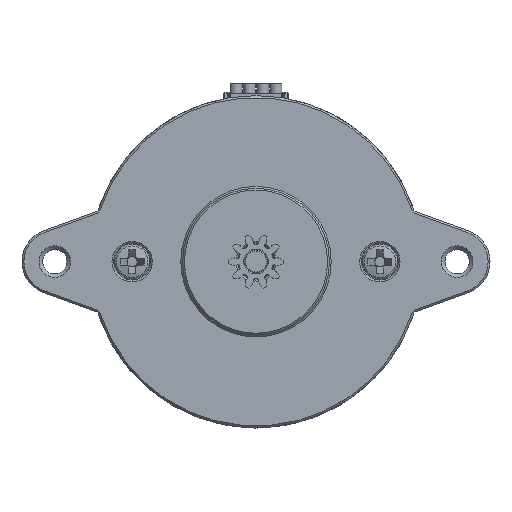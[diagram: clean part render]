
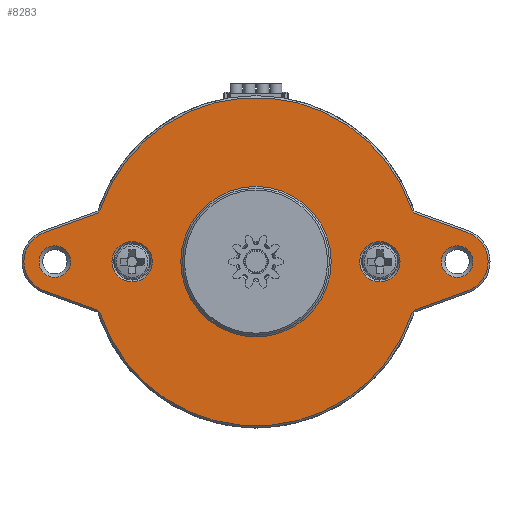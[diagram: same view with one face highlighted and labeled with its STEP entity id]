
A CAD part, top view. The second image highlights one B-rep face of the part: STEP entity #8283.
In plain terms, the highlighted planar face has unit normal (0, 0, 1).
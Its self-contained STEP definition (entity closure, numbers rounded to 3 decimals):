
#98=FACE_BOUND('',#1374,.T.);
#99=FACE_BOUND('',#1375,.T.);
#100=FACE_BOUND('',#1376,.T.);
#101=FACE_BOUND('',#1377,.T.);
#102=FACE_BOUND('',#1378,.T.);
#250=PLANE('',#9131);
#870=FACE_OUTER_BOUND('',#1373,.T.);
#1373=EDGE_LOOP('',(#6348,#6349,#6350,#6351,#6352,#6353,#6354,#6355,#6356,
#6357,#6358,#6359));
#1374=EDGE_LOOP('',(#6360));
#1375=EDGE_LOOP('',(#6361));
#1376=EDGE_LOOP('',(#6362));
#1377=EDGE_LOOP('',(#6363));
#1378=EDGE_LOOP('',(#6364));
#1981=LINE('',#13424,#2588);
#1982=LINE('',#13425,#2589);
#1983=LINE('',#13427,#2590);
#1984=LINE('',#13429,#2591);
#1985=LINE('',#13433,#2592);
#1986=LINE('',#13435,#2593);
#1987=LINE('',#13439,#2594);
#1988=LINE('',#13440,#2595);
#2588=VECTOR('',#10838,1000.);
#2589=VECTOR('',#10839,1000.);
#2590=VECTOR('',#10840,1000.);
#2591=VECTOR('',#10841,1000.);
#2592=VECTOR('',#10844,1000.);
#2593=VECTOR('',#10845,1000.);
#2594=VECTOR('',#10848,1000.);
#2595=VECTOR('',#10849,1000.);
#2974=CIRCLE('',#8673,2.2);
#2976=CIRCLE('',#8676,2.2);
#2980=CIRCLE('',#8682,8.2);
#2991=CIRCLE('',#8697,17.9);
#2994=CIRCLE('',#8701,3.38);
#3004=CIRCLE('',#8715,1.725);
#3006=CIRCLE('',#8718,1.725);
#3286=CIRCLE('',#9132,17.9);
#3287=CIRCLE('',#9133,3.38);
#3507=VERTEX_POINT('',#12310);
#3509=VERTEX_POINT('',#12316);
#3513=VERTEX_POINT('',#12328);
#3524=VERTEX_POINT('',#12358);
#3525=VERTEX_POINT('',#12359);
#3529=VERTEX_POINT('',#12369);
#3530=VERTEX_POINT('',#12370);
#3547=VERTEX_POINT('',#12416);
#3549=VERTEX_POINT('',#12422);
#3905=VERTEX_POINT('',#13423);
#3906=VERTEX_POINT('',#13426);
#3907=VERTEX_POINT('',#13428);
#3908=VERTEX_POINT('',#13430);
#3909=VERTEX_POINT('',#13432);
#3910=VERTEX_POINT('',#13434);
#3911=VERTEX_POINT('',#13436);
#3912=VERTEX_POINT('',#13438);
#4312=EDGE_CURVE('',#3507,#3507,#2974,.T.);
#4315=EDGE_CURVE('',#3509,#3509,#2976,.T.);
#4320=EDGE_CURVE('',#3513,#3513,#2980,.T.);
#4335=EDGE_CURVE('',#3524,#3525,#2991,.T.);
#4340=EDGE_CURVE('',#3529,#3530,#2994,.T.);
#4360=EDGE_CURVE('',#3547,#3547,#3004,.T.);
#4363=EDGE_CURVE('',#3549,#3549,#3006,.T.);
#4860=EDGE_CURVE('',#3905,#3525,#1981,.T.);
#4861=EDGE_CURVE('',#3905,#3529,#1982,.T.);
#4862=EDGE_CURVE('',#3530,#3906,#1983,.T.);
#4863=EDGE_CURVE('',#3907,#3906,#1984,.T.);
#4864=EDGE_CURVE('',#3907,#3908,#3286,.T.);
#4865=EDGE_CURVE('',#3909,#3908,#1985,.T.);
#4866=EDGE_CURVE('',#3909,#3910,#1986,.T.);
#4867=EDGE_CURVE('',#3910,#3911,#3287,.T.);
#4868=EDGE_CURVE('',#3911,#3912,#1987,.T.);
#4869=EDGE_CURVE('',#3524,#3912,#1988,.T.);
#6348=ORIENTED_EDGE('',*,*,#4860,.F.);
#6349=ORIENTED_EDGE('',*,*,#4861,.T.);
#6350=ORIENTED_EDGE('',*,*,#4340,.T.);
#6351=ORIENTED_EDGE('',*,*,#4862,.T.);
#6352=ORIENTED_EDGE('',*,*,#4863,.F.);
#6353=ORIENTED_EDGE('',*,*,#4864,.T.);
#6354=ORIENTED_EDGE('',*,*,#4865,.F.);
#6355=ORIENTED_EDGE('',*,*,#4866,.T.);
#6356=ORIENTED_EDGE('',*,*,#4867,.T.);
#6357=ORIENTED_EDGE('',*,*,#4868,.T.);
#6358=ORIENTED_EDGE('',*,*,#4869,.F.);
#6359=ORIENTED_EDGE('',*,*,#4335,.T.);
#6360=ORIENTED_EDGE('',*,*,#4320,.T.);
#6361=ORIENTED_EDGE('',*,*,#4315,.T.);
#6362=ORIENTED_EDGE('',*,*,#4312,.T.);
#6363=ORIENTED_EDGE('',*,*,#4363,.T.);
#6364=ORIENTED_EDGE('',*,*,#4360,.T.);
#8283=ADVANCED_FACE('',(#870,#98,#99,#100,#101,#102),#250,.F.);
#8673=AXIS2_PLACEMENT_3D('',#12312,#9697,#9698);
#8676=AXIS2_PLACEMENT_3D('',#12318,#9704,#9705);
#8682=AXIS2_PLACEMENT_3D('',#12329,#9717,#9718);
#8697=AXIS2_PLACEMENT_3D('',#12360,#9751,#9752);
#8701=AXIS2_PLACEMENT_3D('',#12371,#9761,#9762);
#8715=AXIS2_PLACEMENT_3D('',#12418,#9797,#9798);
#8718=AXIS2_PLACEMENT_3D('',#12424,#9804,#9805);
#9131=AXIS2_PLACEMENT_3D('',#13422,#10836,#10837);
#9132=AXIS2_PLACEMENT_3D('',#13431,#10842,#10843);
#9133=AXIS2_PLACEMENT_3D('',#13437,#10846,#10847);
#9697=DIRECTION('center_axis',(0.,0.,-1.));
#9698=DIRECTION('ref_axis',(0.,1.,0.));
#9704=DIRECTION('center_axis',(0.,0.,-1.));
#9705=DIRECTION('ref_axis',(0.,1.,0.));
#9717=DIRECTION('center_axis',(0.,0.,-1.));
#9718=DIRECTION('ref_axis',(0.,1.,0.));
#9751=DIRECTION('center_axis',(0.,0.,1.));
#9752=DIRECTION('ref_axis',(0.,1.,0.));
#9761=DIRECTION('center_axis',(0.,0.,1.));
#9762=DIRECTION('ref_axis',(0.,1.,0.));
#9797=DIRECTION('center_axis',(0.,0.,-1.));
#9798=DIRECTION('ref_axis',(0.,1.,0.));
#9804=DIRECTION('center_axis',(0.,0.,-1.));
#9805=DIRECTION('ref_axis',(0.,1.,0.));
#10836=DIRECTION('center_axis',(0.,0.,-1.));
#10837=DIRECTION('ref_axis',(0.,1.,0.));
#10838=DIRECTION('',(0.695,0.719,0.));
#10839=DIRECTION('',(-0.94,-0.34,0.));
#10840=DIRECTION('',(0.94,-0.34,0.));
#10841=DIRECTION('',(-0.695,0.719,0.));
#10842=DIRECTION('center_axis',(0.,0.,1.));
#10843=DIRECTION('ref_axis',(0.,1.,0.));
#10844=DIRECTION('',(-0.695,-0.719,0.));
#10845=DIRECTION('',(0.94,0.34,0.));
#10846=DIRECTION('center_axis',(0.,0.,1.));
#10847=DIRECTION('ref_axis',(0.,1.,0.));
#10848=DIRECTION('',(-0.94,0.34,0.));
#10849=DIRECTION('',(0.695,-0.719,0.));
#12310=CARTESIAN_POINT('',(-15.7,0.,11.5));
#12312=CARTESIAN_POINT('Origin',(-13.5,0.,11.5));
#12316=CARTESIAN_POINT('',(11.3,0.,11.5));
#12318=CARTESIAN_POINT('Origin',(13.5,0.,11.5));
#12328=CARTESIAN_POINT('',(0.,-8.2,11.5));
#12329=CARTESIAN_POINT('Origin',(0.,0.,11.5));
#12358=CARTESIAN_POINT('',(17.024,5.531,11.5));
#12359=CARTESIAN_POINT('',(-17.024,5.531,11.5));
#12360=CARTESIAN_POINT('Origin',(0.,0.,11.5));
#12369=CARTESIAN_POINT('',(-23.07,3.178,11.5));
#12370=CARTESIAN_POINT('',(-23.07,-3.178,11.5));
#12371=CARTESIAN_POINT('Origin',(-21.92,0.,11.5));
#12416=CARTESIAN_POINT('',(-23.645,0.,11.5));
#12418=CARTESIAN_POINT('Origin',(-21.92,0.,11.5));
#12422=CARTESIAN_POINT('',(20.195,0.,11.5));
#12424=CARTESIAN_POINT('Origin',(21.92,0.,11.5));
#13422=CARTESIAN_POINT('Origin',(0.,18.1,11.5));
#13423=CARTESIAN_POINT('',(-17.268,5.279,11.5));
#13424=CARTESIAN_POINT('',(-17.024,5.531,11.5));
#13425=CARTESIAN_POINT('',(-23.07,3.178,11.5));
#13426=CARTESIAN_POINT('',(-17.268,-5.279,11.5));
#13427=CARTESIAN_POINT('',(-9.483,-8.097,11.5));
#13428=CARTESIAN_POINT('',(-17.024,-5.531,11.5));
#13429=CARTESIAN_POINT('',(-17.268,-5.279,11.5));
#13430=CARTESIAN_POINT('',(17.024,-5.531,11.5));
#13431=CARTESIAN_POINT('Origin',(0.,0.,11.5));
#13432=CARTESIAN_POINT('',(17.268,-5.279,11.5));
#13433=CARTESIAN_POINT('',(17.024,-5.531,11.5));
#13434=CARTESIAN_POINT('',(23.07,-3.178,11.5));
#13435=CARTESIAN_POINT('',(23.07,-3.178,11.5));
#13436=CARTESIAN_POINT('',(23.07,3.178,11.5));
#13437=CARTESIAN_POINT('Origin',(21.92,0.,11.5));
#13438=CARTESIAN_POINT('',(17.268,5.279,11.5));
#13439=CARTESIAN_POINT('',(-2.103,12.291,11.5));
#13440=CARTESIAN_POINT('',(17.268,5.279,11.5));
